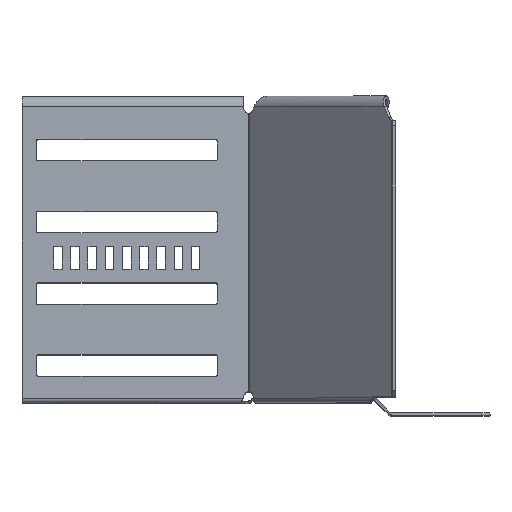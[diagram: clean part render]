
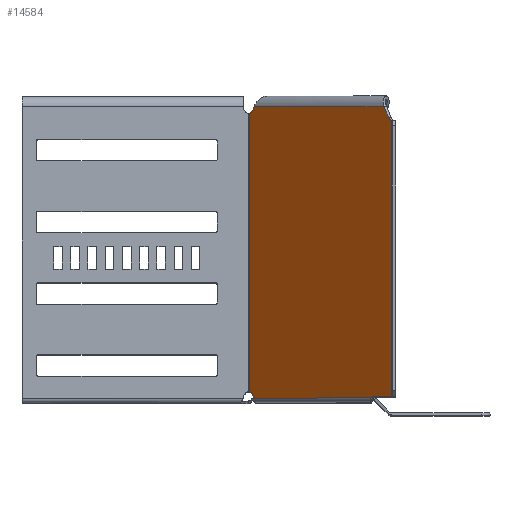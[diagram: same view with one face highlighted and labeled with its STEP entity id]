
A CAD part, top view. The second image highlights one B-rep face of the part: STEP entity #14584.
In plain terms, the highlighted face is planar.
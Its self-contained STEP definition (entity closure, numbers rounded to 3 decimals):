
#226 = LINE ( 'NONE', #8083, #9236 ) ;
#344 = ORIENTED_EDGE ( 'NONE', *, *, #17797, .F. ) ;
#600 = VECTOR ( 'NONE', #7047, 1000. ) ;
#1002 = VERTEX_POINT ( 'NONE', #17857 ) ;
#1181 = CARTESIAN_POINT ( 'NONE',  ( -206.54, 0., -6.75 ) ) ;
#1711 = EDGE_CURVE ( 'NONE', #10362, #6629, #3045, .T. ) ;
#1717 = CARTESIAN_POINT ( 'NONE',  ( -149.72, 98.481, -6.75 ) ) ;
#2054 = CARTESIAN_POINT ( 'NONE',  ( -146.02, 103.25, -6.75 ) ) ;
#2319 = AXIS2_PLACEMENT_3D ( 'NONE', #21294, #3872, #11610 ) ;
#2368 = AXIS2_PLACEMENT_3D ( 'NONE', #1181, #21008, #14734 ) ;
#2492 = ORIENTED_EDGE ( 'NONE', *, *, #18229, .F. ) ;
#2966 = VERTEX_POINT ( 'NONE', #15868 ) ;
#2982 = DIRECTION ( 'NONE',  ( 0., 1., 0. ) ) ;
#3045 = CIRCLE ( 'NONE', #9023, 2.25 ) ;
#3325 = FACE_OUTER_BOUND ( 'NONE', #17718, .T. ) ;
#3586 = PLANE ( 'NONE',  #2368 ) ;
#3605 = LINE ( 'NONE', #20659, #7190 ) ;
#3872 = DIRECTION ( 'NONE',  ( 0., 0., -1. ) ) ;
#4798 = EDGE_CURVE ( 'NONE', #7023, #9511, #3605, .T. ) ;
#4809 = ORIENTED_EDGE ( 'NONE', *, *, #9121, .F. ) ;
#5162 = CARTESIAN_POINT ( 'NONE',  ( -81.299, 102.125, -6.75 ) ) ;
#5341 = CARTESIAN_POINT ( 'NONE',  ( -79.72, 101.031, -6.75 ) ) ;
#5542 = AXIS2_PLACEMENT_3D ( 'NONE', #14825, #7200, #9373 ) ;
#5629 = CARTESIAN_POINT ( 'NONE',  ( -137.139, 118.632, -6.75 ) ) ;
#5748 = EDGE_CURVE ( 'NONE', #1002, #15494, #25052, .T. ) ;
#5760 = AXIS2_PLACEMENT_3D ( 'NONE', #10379, #23995, #9688 ) ;
#6147 = DIRECTION ( 'NONE',  ( -0.5, 0.866, 0. ) ) ;
#6391 = CARTESIAN_POINT ( 'NONE',  ( -79.72, 3.969, -6.75 ) ) ;
#6629 = VERTEX_POINT ( 'NONE', #1717 ) ;
#6771 = CARTESIAN_POINT ( 'NONE',  ( -150.09, 100.7, -6.75 ) ) ;
#7023 = VERTEX_POINT ( 'NONE', #2054 ) ;
#7047 = DIRECTION ( 'NONE',  ( 1., 0., 0. ) ) ;
#7082 = EDGE_CURVE ( 'NONE', #2966, #1002, #7842, .T. ) ;
#7141 = EDGE_CURVE ( 'NONE', #2966, #6629, #24108, .T. ) ;
#7190 = VECTOR ( 'NONE', #9174, 1000. ) ;
#7200 = DIRECTION ( 'NONE',  ( 0., 0., -1. ) ) ;
#7414 = ORIENTED_EDGE ( 'NONE', *, *, #7141, .T. ) ;
#7842 = LINE ( 'NONE', #15608, #17129 ) ;
#7892 = CARTESIAN_POINT ( 'NONE',  ( -81.948, 103.25, -6.75 ) ) ;
#8001 = LINE ( 'NONE', #21231, #22611 ) ;
#8083 = CARTESIAN_POINT ( 'NONE',  ( -81.299, 102.125, -6.75 ) ) ;
#8968 = LINE ( 'NONE', #17132, #600 ) ;
#9023 = AXIS2_PLACEMENT_3D ( 'NONE', #6771, #12513, #2982 ) ;
#9121 = EDGE_CURVE ( 'NONE', #15494, #21881, #8968, .T. ) ;
#9174 = DIRECTION ( 'NONE',  ( 1., 0., 0. ) ) ;
#9236 = VECTOR ( 'NONE', #6147, 1000. ) ;
#9373 = DIRECTION ( 'NONE',  ( 0., 1., 0. ) ) ;
#9511 = VERTEX_POINT ( 'NONE', #7892 ) ;
#9536 = ORIENTED_EDGE ( 'NONE', *, *, #22532, .F. ) ;
#9623 = ORIENTED_EDGE ( 'NONE', *, *, #4798, .T. ) ;
#9688 = DIRECTION ( 'NONE',  ( 0., 1., 0. ) ) ;
#10362 = VERTEX_POINT ( 'NONE', #14928 ) ;
#10379 = CARTESIAN_POINT ( 'NONE',  ( -79.35, 1.75, -6.75 ) ) ;
#11473 = LINE ( 'NONE', #5629, #24230 ) ;
#11610 = DIRECTION ( 'NONE',  ( 0., 1., 0. ) ) ;
#11885 = CARTESIAN_POINT ( 'NONE',  ( -139.676, 1.75, -6.75 ) ) ;
#12513 = DIRECTION ( 'NONE',  ( 0., 0., -1. ) ) ;
#12917 = ORIENTED_EDGE ( 'NONE', *, *, #23896, .F. ) ;
#13244 = CIRCLE ( 'NONE', #2319, 2.25 ) ;
#13832 = DIRECTION ( 'NONE',  ( 1., 0., 0. ) ) ;
#14031 = ORIENTED_EDGE ( 'NONE', *, *, #5748, .F. ) ;
#14584 = ADVANCED_FACE ( 'NONE', ( #3325 ), #3586, .F. ) ;
#14734 = DIRECTION ( 'NONE',  ( 0., 1., 0. ) ) ;
#14825 = CARTESIAN_POINT ( 'NONE',  ( -141.09, 0., -6.75 ) ) ;
#14928 = CARTESIAN_POINT ( 'NONE',  ( -148.141, 99.575, -6.75 ) ) ;
#15473 = ORIENTED_EDGE ( 'NONE', *, *, #1711, .F. ) ;
#15494 = VERTEX_POINT ( 'NONE', #11885 ) ;
#15608 = CARTESIAN_POINT ( 'NONE',  ( -206.54, 2.25, -6.75 ) ) ;
#15685 = DIRECTION ( 'NONE',  ( -0.5, -0.866, 0. ) ) ;
#15868 = CARTESIAN_POINT ( 'NONE',  ( -149.72, 2.25, -6.75 ) ) ;
#17129 = VECTOR ( 'NONE', #13832, 1000. ) ;
#17132 = CARTESIAN_POINT ( 'NONE',  ( -206.54, 1.75, -6.75 ) ) ;
#17541 = VECTOR ( 'NONE', #18031, 1000. ) ;
#17700 = ORIENTED_EDGE ( 'NONE', *, *, #24515, .F. ) ;
#17718 = EDGE_LOOP ( 'NONE', ( #17700, #9536, #4809, #14031, #23073, #7414, #15473, #344, #9623, #2492, #12917 ) ) ;
#17797 = EDGE_CURVE ( 'NONE', #7023, #10362, #11473, .T. ) ;
#17857 = CARTESIAN_POINT ( 'NONE',  ( -141.09, 2.25, -6.75 ) ) ;
#18031 = DIRECTION ( 'NONE',  ( 0., 1., 0. ) ) ;
#18229 = EDGE_CURVE ( 'NONE', #23797, #9511, #226, .T. ) ;
#19503 = DIRECTION ( 'NONE',  ( 0., 1., 0. ) ) ;
#20055 = CARTESIAN_POINT ( 'NONE',  ( -81.6, 1.75, -6.75 ) ) ;
#20451 = CARTESIAN_POINT ( 'NONE',  ( -149.72, 0., -6.75 ) ) ;
#20659 = CARTESIAN_POINT ( 'NONE',  ( -206.54, 103.25, -6.75 ) ) ;
#21008 = DIRECTION ( 'NONE',  ( 0., 0., 1. ) ) ;
#21231 = CARTESIAN_POINT ( 'NONE',  ( -79.72, 0., -6.75 ) ) ;
#21294 = CARTESIAN_POINT ( 'NONE',  ( -79.35, 103.25, -6.75 ) ) ;
#21881 = VERTEX_POINT ( 'NONE', #20055 ) ;
#22532 = EDGE_CURVE ( 'NONE', #21881, #23968, #24026, .T. ) ;
#22611 = VECTOR ( 'NONE', #19503, 1000. ) ;
#23073 = ORIENTED_EDGE ( 'NONE', *, *, #7082, .F. ) ;
#23797 = VERTEX_POINT ( 'NONE', #5162 ) ;
#23896 = EDGE_CURVE ( 'NONE', #24153, #23797, #13244, .T. ) ;
#23968 = VERTEX_POINT ( 'NONE', #6391 ) ;
#23995 = DIRECTION ( 'NONE',  ( 0., 0., -1. ) ) ;
#24026 = CIRCLE ( 'NONE', #5760, 2.25 ) ;
#24108 = LINE ( 'NONE', #20451, #17541 ) ;
#24153 = VERTEX_POINT ( 'NONE', #5341 ) ;
#24230 = VECTOR ( 'NONE', #15685, 1000. ) ;
#24515 = EDGE_CURVE ( 'NONE', #23968, #24153, #8001, .T. ) ;
#25052 = CIRCLE ( 'NONE', #5542, 2.25 ) ;
